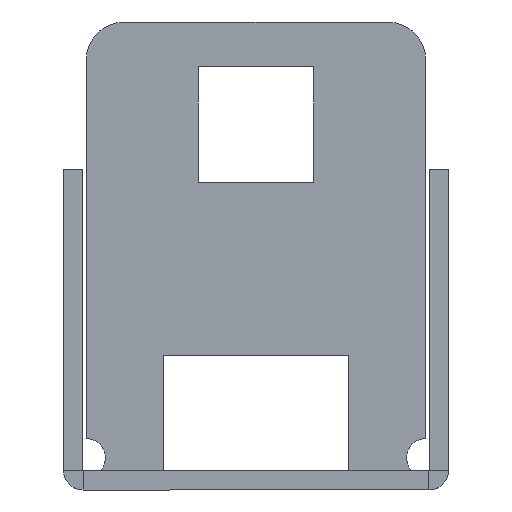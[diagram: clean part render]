
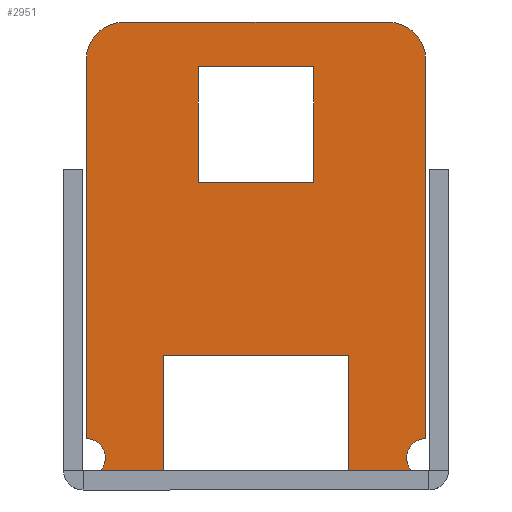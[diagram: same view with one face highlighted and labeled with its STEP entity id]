
A CAD part, left-side view. The second image highlights one B-rep face of the part: STEP entity #2951.
In plain terms, the highlighted planar face has unit normal (-1, 0, 0).
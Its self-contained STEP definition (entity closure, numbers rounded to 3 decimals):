
#254 = AXIS2_PLACEMENT_3D ( 'NONE', #4291, #4297, #4076 ) ;
#1595 = CARTESIAN_POINT ( 'NONE',  ( 146.25, 7.25, 10.5 ) ) ;
#1596 = CARTESIAN_POINT ( 'NONE',  ( 146.25, -4.5, 24. ) ) ;
#1612 = CARTESIAN_POINT ( 'NONE',  ( 146.25, 13.25, 33.5 ) ) ;
#1646 = CARTESIAN_POINT ( 'NONE',  ( 146.25, -7.25, 10.5 ) ) ;
#1651 = CARTESIAN_POINT ( 'NONE',  ( 146.25, 7.25, 1.51 ) ) ;
#1658 = CARTESIAN_POINT ( 'NONE',  ( 146.25, 10.25, 36.5 ) ) ;
#1753 = CARTESIAN_POINT ( 'NONE',  ( 146.25, -4.5, 33. ) ) ;
#1754 = CARTESIAN_POINT ( 'NONE',  ( 146.25, -7.25, 1.51 ) ) ;
#1758 = CARTESIAN_POINT ( 'NONE',  ( 146.25, 12.127, 1.51 ) ) ;
#1760 = CARTESIAN_POINT ( 'NONE',  ( 146.25, -13.25, 4.004 ) ) ;
#1765 = CARTESIAN_POINT ( 'NONE',  ( 146.25, -10.25, 36.5 ) ) ;
#1821 = CARTESIAN_POINT ( 'NONE',  ( 146.25, 13.25, 4.004 ) ) ;
#1830 = CARTESIAN_POINT ( 'NONE',  ( 146.25, 4.5, 33. ) ) ;
#1831 = CARTESIAN_POINT ( 'NONE',  ( 146.25, 4.5, 24. ) ) ;
#1834 = CARTESIAN_POINT ( 'NONE',  ( 146.25, -12.127, 1.51 ) ) ;
#1890 = CARTESIAN_POINT ( 'NONE',  ( 146.25, -13.25, 33.5 ) ) ;
#2170 = AXIS2_PLACEMENT_3D ( 'NONE', #3618, #3629, #3630 ) ;
#2171 = AXIS2_PLACEMENT_3D ( 'NONE', #3621, #3623, #3624 ) ;
#2172 = AXIS2_PLACEMENT_3D ( 'NONE', #3600, #3604, #3605 ) ;
#2174 = AXIS2_PLACEMENT_3D ( 'NONE', #3611, #3612, #3613 ) ;
#2374 = VERTEX_POINT ( 'NONE', #1658 ) ;
#2383 = VERTEX_POINT ( 'NONE', #1612 ) ;
#2384 = VERTEX_POINT ( 'NONE', #1821 ) ;
#2386 = VERTEX_POINT ( 'NONE', #1830 ) ;
#2387 = VERTEX_POINT ( 'NONE', #1831 ) ;
#2390 = VERTEX_POINT ( 'NONE', #1834 ) ;
#2393 = VERTEX_POINT ( 'NONE', #1890 ) ;
#2398 = VERTEX_POINT ( 'NONE', #1596 ) ;
#2399 = VERTEX_POINT ( 'NONE', #1595 ) ;
#2401 = VERTEX_POINT ( 'NONE', #1646 ) ;
#2406 = VERTEX_POINT ( 'NONE', #1651 ) ;
#2407 = VERTEX_POINT ( 'NONE', #1758 ) ;
#2408 = VERTEX_POINT ( 'NONE', #1760 ) ;
#2410 = VERTEX_POINT ( 'NONE', #1765 ) ;
#2416 = VERTEX_POINT ( 'NONE', #1753 ) ;
#2417 = VERTEX_POINT ( 'NONE', #1754 ) ;
#2951 = ADVANCED_FACE ( 'NONE', ( #6530, #6517 ), #4292, .T. ) ;
#3106 = CARTESIAN_POINT ( 'NONE',  ( 146.25, 4.5, 33. ) ) ;
#3119 = DIRECTION ( 'NONE',  ( 0., 0., 1. ) ) ;
#3131 = DIRECTION ( 'NONE',  ( 0., -1., 0. ) ) ;
#3201 = DIRECTION ( 'NONE',  ( 0., 1., 0. ) ) ;
#3554 = CARTESIAN_POINT ( 'NONE',  ( 146.25, -13.25, 1.51 ) ) ;
#3565 = CARTESIAN_POINT ( 'NONE',  ( 146.25, 7.25, 10.5 ) ) ;
#3566 = DIRECTION ( 'NONE',  ( 0., 1., 0. ) ) ;
#3570 = CARTESIAN_POINT ( 'NONE',  ( 146.25, -13.25, 1.5 ) ) ;
#3577 = CARTESIAN_POINT ( 'NONE',  ( 146.25, -13.25, 1.51 ) ) ;
#3578 = DIRECTION ( 'NONE',  ( 0., 1., 0. ) ) ;
#3588 = DIRECTION ( 'NONE',  ( 0., 0., -1. ) ) ;
#3589 = CARTESIAN_POINT ( 'NONE',  ( 146.25, 13.25, 36.5 ) ) ;
#3591 = CARTESIAN_POINT ( 'NONE',  ( 146.25, 4.5, 24. ) ) ;
#3592 = DIRECTION ( 'NONE',  ( 0., 0., 1. ) ) ;
#3596 = DIRECTION ( 'NONE',  ( 0., 1., 0. ) ) ;
#3597 = CARTESIAN_POINT ( 'NONE',  ( 146.25, -13.25, 36.5 ) ) ;
#3600 = CARTESIAN_POINT ( 'NONE',  ( 146.25, 10.25, 33.5 ) ) ;
#3601 = DIRECTION ( 'NONE',  ( 0., -1., 0. ) ) ;
#3604 = DIRECTION ( 'NONE',  ( -1., 0., 0. ) ) ;
#3605 = DIRECTION ( 'NONE',  ( 0., 0., 1. ) ) ;
#3611 = CARTESIAN_POINT ( 'NONE',  ( 146.25, -10.25, 33.5 ) ) ;
#3612 = DIRECTION ( 'NONE',  ( -1., 0., 0. ) ) ;
#3613 = DIRECTION ( 'NONE',  ( 0., 0., 1. ) ) ;
#3614 = CARTESIAN_POINT ( 'NONE',  ( 146.25, -4.5, 33. ) ) ;
#3615 = DIRECTION ( 'NONE',  ( 0., 0., -1. ) ) ;
#3616 = CARTESIAN_POINT ( 'NONE',  ( 146.25, 4.5, 33. ) ) ;
#3618 = CARTESIAN_POINT ( 'NONE',  ( 146.25, -13.25, 2.504 ) ) ;
#3621 = CARTESIAN_POINT ( 'NONE',  ( 146.25, 13.25, 2.504 ) ) ;
#3623 = DIRECTION ( 'NONE',  ( -1., 0., 0. ) ) ;
#3624 = DIRECTION ( 'NONE',  ( 0., 0., 1. ) ) ;
#3625 = CARTESIAN_POINT ( 'NONE',  ( 146.25, 7.25, -15.5 ) ) ;
#3626 = DIRECTION ( 'NONE',  ( 0., 0., -1. ) ) ;
#3627 = CARTESIAN_POINT ( 'NONE',  ( 146.25, -7.25, -15.5 ) ) ;
#3628 = DIRECTION ( 'NONE',  ( 0., 0., 1. ) ) ;
#3629 = DIRECTION ( 'NONE',  ( -1., 0., 0. ) ) ;
#3630 = DIRECTION ( 'NONE',  ( 0., 0., -1. ) ) ;
#4076 = DIRECTION ( 'NONE',  ( 0., 0., 1. ) ) ;
#4291 = CARTESIAN_POINT ( 'NONE',  ( 146.25, 13.25, 1.5 ) ) ;
#4292 = PLANE ( 'NONE',  #254 ) ;
#4297 = DIRECTION ( 'NONE',  ( -1., 0., 0. ) ) ;
#4613 = EDGE_LOOP ( 'NONE', ( #6426, #6267, #6240, #6070 ) ) ;
#4692 = EDGE_LOOP ( 'NONE', ( #6029, #6041, #6054, #6066, #6080, #6095, #6106, #6118, #6131, #6144, #6153, #6163 ) ) ;
#5022 = LINE ( 'NONE', #3591, #5552 ) ;
#5033 = VECTOR ( 'NONE', #3592, 1000. ) ;
#5053 = VECTOR ( 'NONE', #3588, 1000. ) ;
#5158 = LINE ( 'NONE', #3570, #5053 ) ;
#5169 = LINE ( 'NONE', #3589, #5033 ) ;
#5186 = CIRCLE ( 'NONE', #2170, 1.5 ) ;
#5198 = VECTOR ( 'NONE', #3578, 1000. ) ;
#5210 = LINE ( 'NONE', #3577, #5198 ) ;
#5229 = VECTOR ( 'NONE', #3628, 1000. ) ;
#5240 = LINE ( 'NONE', #3627, #5229 ) ;
#5251 = CIRCLE ( 'NONE', #2171, 1.5 ) ;
#5271 = LINE ( 'NONE', #3565, #5306 ) ;
#5306 = VECTOR ( 'NONE', #3566, 1000. ) ;
#5313 = VECTOR ( 'NONE', #3119, 1000. ) ;
#5325 = LINE ( 'NONE', #3106, #5313 ) ;
#5336 = VECTOR ( 'NONE', #3131, 1000. ) ;
#5347 = LINE ( 'NONE', #3616, #5336 ) ;
#5355 = CIRCLE ( 'NONE', #2174, 3. ) ;
#5376 = VECTOR ( 'NONE', #3626, 1000. ) ;
#5388 = LINE ( 'NONE', #3625, #5376 ) ;
#5409 = VECTOR ( 'NONE', #3201, 1000. ) ;
#5437 = CIRCLE ( 'NONE', #2172, 3. ) ;
#5459 = VECTOR ( 'NONE', #3615, 1000. ) ;
#5490 = LINE ( 'NONE', #3554, #5409 ) ;
#5510 = VECTOR ( 'NONE', #3601, 1000. ) ;
#5540 = LINE ( 'NONE', #3614, #5459 ) ;
#5552 = VECTOR ( 'NONE', #3596, 1000. ) ;
#5581 = LINE ( 'NONE', #3597, #5510 ) ;
#5961 = EDGE_CURVE ( 'NONE', #2406, #2407, #5490, .T. ) ;
#5966 = EDGE_CURVE ( 'NONE', #2401, #2399, #5271, .T. ) ;
#5971 = EDGE_CURVE ( 'NONE', #2390, #2417, #5210, .T. ) ;
#5976 = EDGE_CURVE ( 'NONE', #2393, #2408, #5158, .T. ) ;
#5978 = EDGE_CURVE ( 'NONE', #2384, #2383, #5169, .T. ) ;
#5980 = EDGE_CURVE ( 'NONE', #2398, #2387, #5022, .T. ) ;
#5982 = EDGE_CURVE ( 'NONE', #2374, #2410, #5581, .T. ) ;
#5984 = EDGE_CURVE ( 'NONE', #2374, #2383, #5437, .T. ) ;
#5988 = EDGE_CURVE ( 'NONE', #2393, #2410, #5355, .T. ) ;
#5989 = EDGE_CURVE ( 'NONE', #2416, #2398, #5540, .T. ) ;
#5990 = EDGE_CURVE ( 'NONE', #2386, #2416, #5347, .T. ) ;
#5991 = EDGE_CURVE ( 'NONE', #2387, #2386, #5325, .T. ) ;
#5993 = EDGE_CURVE ( 'NONE', #2407, #2384, #5251, .T. ) ;
#5994 = EDGE_CURVE ( 'NONE', #2399, #2406, #5388, .T. ) ;
#5995 = EDGE_CURVE ( 'NONE', #2417, #2401, #5240, .T. ) ;
#5996 = EDGE_CURVE ( 'NONE', #2408, #2390, #5186, .T. ) ;
#6029 = ORIENTED_EDGE ( 'NONE', *, *, #5976, .F. ) ;
#6041 = ORIENTED_EDGE ( 'NONE', *, *, #5988, .T. ) ;
#6054 = ORIENTED_EDGE ( 'NONE', *, *, #5982, .F. ) ;
#6066 = ORIENTED_EDGE ( 'NONE', *, *, #5984, .T. ) ;
#6070 = ORIENTED_EDGE ( 'NONE', *, *, #5991, .T. ) ;
#6080 = ORIENTED_EDGE ( 'NONE', *, *, #5978, .F. ) ;
#6095 = ORIENTED_EDGE ( 'NONE', *, *, #5993, .F. ) ;
#6106 = ORIENTED_EDGE ( 'NONE', *, *, #5961, .F. ) ;
#6118 = ORIENTED_EDGE ( 'NONE', *, *, #5994, .F. ) ;
#6131 = ORIENTED_EDGE ( 'NONE', *, *, #5966, .F. ) ;
#6144 = ORIENTED_EDGE ( 'NONE', *, *, #5995, .F. ) ;
#6153 = ORIENTED_EDGE ( 'NONE', *, *, #5971, .F. ) ;
#6163 = ORIENTED_EDGE ( 'NONE', *, *, #5996, .F. ) ;
#6240 = ORIENTED_EDGE ( 'NONE', *, *, #5980, .T. ) ;
#6267 = ORIENTED_EDGE ( 'NONE', *, *, #5989, .T. ) ;
#6426 = ORIENTED_EDGE ( 'NONE', *, *, #5990, .T. ) ;
#6517 = FACE_OUTER_BOUND ( 'NONE', #4692, .T. ) ;
#6530 = FACE_BOUND ( 'NONE', #4613, .T. ) ;
